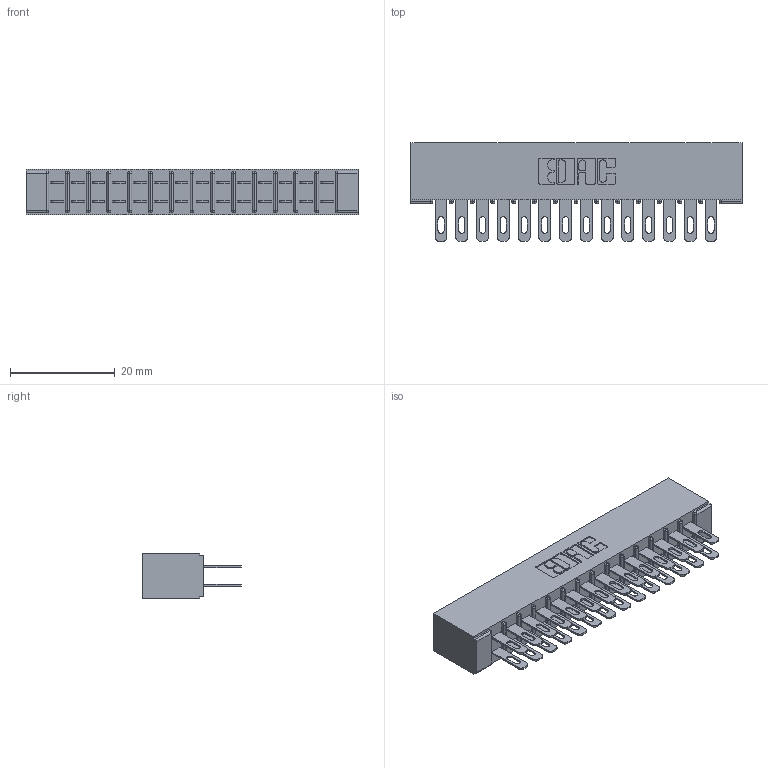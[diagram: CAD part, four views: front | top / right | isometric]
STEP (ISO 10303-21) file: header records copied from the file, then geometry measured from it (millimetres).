
FILE_DESCRIPTION (( 'STEP AP203' ), '1' );
FILE_NAME ('315-028-500-201.STEP', '2019-09-10T15:02:22', ( '' ), ( '' ), 'SwSTEP 2.0', 'SolidWorks 2016', '' );
FILE_SCHEMA (( 'CONFIG_CONTROL_DESIGN' ));
Length unit declared in the file: inch
Products named in the file (3): 305 Part_No Mounting; 305-290-001_500; 315-028-500-201
Assembly tree (29 placements, depth 2):
  315-028-500-201
    305 Part_No Mounting
    305-290-001_500  x28
Bounding box: 63.35 x 18.85 x 8.71 mm (x, y, z)
Volume: 4266.3 mm3; surface area: 8633.2 mm2
Topology: 29 solids, 29 shells, 1508 faces, 4310 edges, 2796 vertices
Faces by surface type: plane 848, cylinder 604, sphere 56
Entity records: 18311 total; most frequent: CARTESIAN_POINT 3028, ORIENTED_EDGE 3000, DIRECTION 2952, EDGE_CURVE 1500, LINE 1184, VECTOR 1184, VERTEX_POINT 960, AXIS2_PLACEMENT_3D 884
